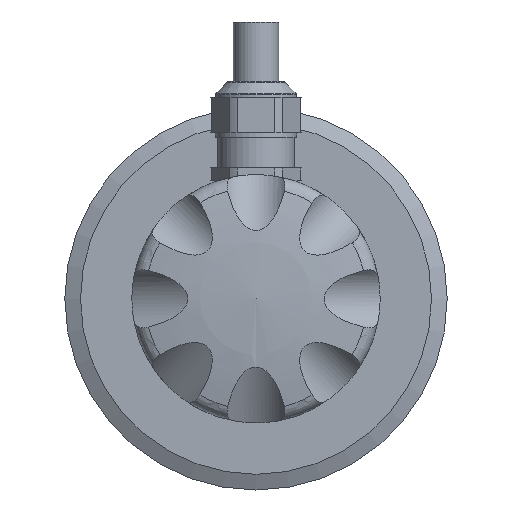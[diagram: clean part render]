
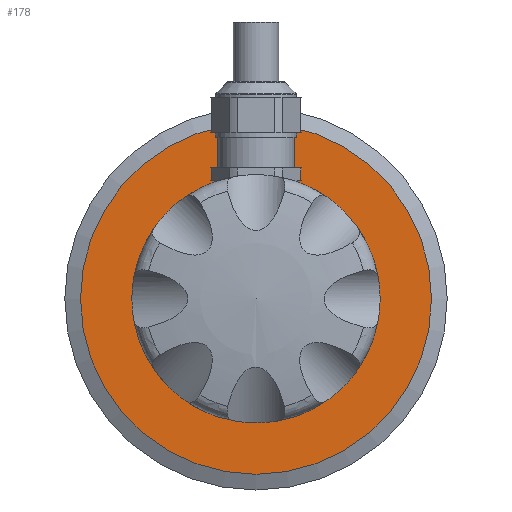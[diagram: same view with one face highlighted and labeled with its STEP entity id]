
A CAD part, front view. The second image highlights one B-rep face of the part: STEP entity #178.
In plain terms, the highlighted planar face has unit normal (0, -1, 0).
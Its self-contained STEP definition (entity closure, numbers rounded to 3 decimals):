
#178 = ADVANCED_FACE( '', ( #408, #409 ), #410, .F. );
#408 = FACE_BOUND( '', #689, .T. );
#409 = FACE_OUTER_BOUND( '', #690, .T. );
#410 = PLANE( '', #691 );
#689 = EDGE_LOOP( '', ( #1119 ) );
#690 = EDGE_LOOP( '', ( #1120 ) );
#691 = AXIS2_PLACEMENT_3D( '', #1121, #1122, #1123 );
#1119 = ORIENTED_EDGE( '', *, *, #1624, .F. );
#1120 = ORIENTED_EDGE( '', *, *, #1621, .T. );
#1121 = CARTESIAN_POINT( '', ( 0., -3.709, -38.55 ) );
#1122 = DIRECTION( '', ( 0., 1., 0. ) );
#1123 = DIRECTION( '', ( 0., 0., -1. ) );
#1621 = EDGE_CURVE( '', #1950, #1950, #1951, .T. );
#1624 = EDGE_CURVE( '', #1955, #1955, #1956, .T. );
#1950 = VERTEX_POINT( '', #2611 );
#1951 = CIRCLE( '', #2612, 38.55 );
#1955 = VERTEX_POINT( '', #2616 );
#1956 = CIRCLE( '', #2617, 17. );
#2611 = CARTESIAN_POINT( '', ( 0., -3.709, 38.55 ) );
#2612 = AXIS2_PLACEMENT_3D( '', #3434, #3435, #3436 );
#2616 = CARTESIAN_POINT( '', ( 0., -3.709, 17. ) );
#2617 = AXIS2_PLACEMENT_3D( '', #3440, #3441, #3442 );
#3434 = CARTESIAN_POINT( '', ( 0., -3.709, 0. ) );
#3435 = DIRECTION( '', ( 0., -1., 0. ) );
#3436 = DIRECTION( '', ( 0., 0., 1. ) );
#3440 = CARTESIAN_POINT( '', ( 0., -3.709, 0. ) );
#3441 = DIRECTION( '', ( 0., -1., 0. ) );
#3442 = DIRECTION( '', ( 0., 0., 1. ) );
